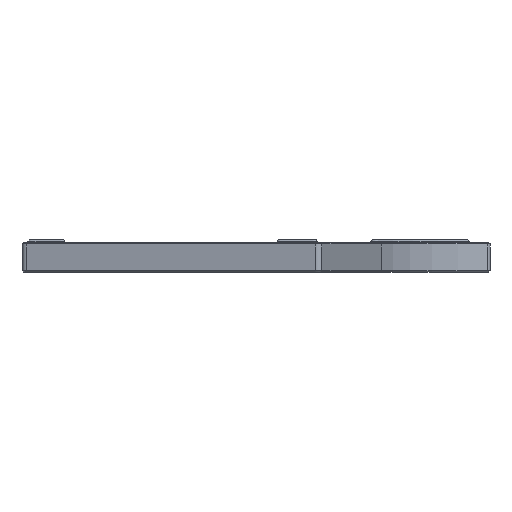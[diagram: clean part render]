
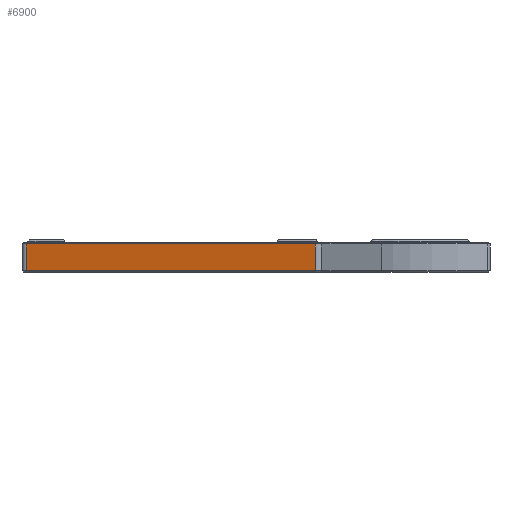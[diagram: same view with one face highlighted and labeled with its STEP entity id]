
A CAD part, left-side view. The second image highlights one B-rep face of the part: STEP entity #6900.
In plain terms, the highlighted planar face has unit normal (-0.966, 0.259, 0).
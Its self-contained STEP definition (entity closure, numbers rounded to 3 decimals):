
#289=PLANE('',#7594);
#583=FACE_OUTER_BOUND('',#1044,.T.);
#1044=EDGE_LOOP('',(#5588,#5589,#5590,#5591));
#1711=LINE('',#10273,#2312);
#1722=LINE('',#10312,#2323);
#2039=LINE('',#11551,#2640);
#2040=LINE('',#11552,#2641);
#2312=VECTOR('',#8015,10.);
#2323=VECTOR('',#8058,2.);
#2640=VECTOR('',#9225,10.);
#2641=VECTOR('',#9226,10.);
#2911=VERTEX_POINT('',#10263);
#2913=VERTEX_POINT('',#10269);
#2926=VERTEX_POINT('',#10310);
#3299=VERTEX_POINT('',#11550);
#3527=EDGE_CURVE('',#2911,#2913,#1711,.T.);
#3547=EDGE_CURVE('',#2926,#2911,#1722,.T.);
#4114=EDGE_CURVE('',#3299,#2926,#2039,.T.);
#4115=EDGE_CURVE('',#2913,#3299,#2040,.T.);
#5588=ORIENTED_EDGE('',*,*,#3527,.F.);
#5589=ORIENTED_EDGE('',*,*,#3547,.F.);
#5590=ORIENTED_EDGE('',*,*,#4114,.F.);
#5591=ORIENTED_EDGE('',*,*,#4115,.F.);
#6900=ADVANCED_FACE('',(#583),#289,.F.);
#7594=AXIS2_PLACEMENT_3D('',#11549,#9223,#9224);
#8015=DIRECTION('',(-0.259,-0.966,0.));
#8058=DIRECTION('',(0.,0.,1.));
#9223=DIRECTION('center_axis',(0.966,-0.259,0.));
#9224=DIRECTION('ref_axis',(0.259,0.966,0.));
#9225=DIRECTION('',(0.259,0.966,0.));
#9226=DIRECTION('',(0.,0.,-1.));
#10263=CARTESIAN_POINT('',(-146.021,87.461,3.08));
#10269=CARTESIAN_POINT('',(-174.17,-17.602,3.08));
#10273=CARTESIAN_POINT('',(-165.906,13.242,3.08));
#10310=CARTESIAN_POINT('',(-146.021,87.461,-6.7));
#10312=CARTESIAN_POINT('',(-146.021,87.461,-7.2));
#11549=CARTESIAN_POINT('Origin',(-174.687,-19.535,-7.2));
#11550=CARTESIAN_POINT('',(-174.17,-17.602,-6.7));
#11551=CARTESIAN_POINT('',(-165.906,13.242,-6.7));
#11552=CARTESIAN_POINT('',(-174.17,-17.602,-7.2));
